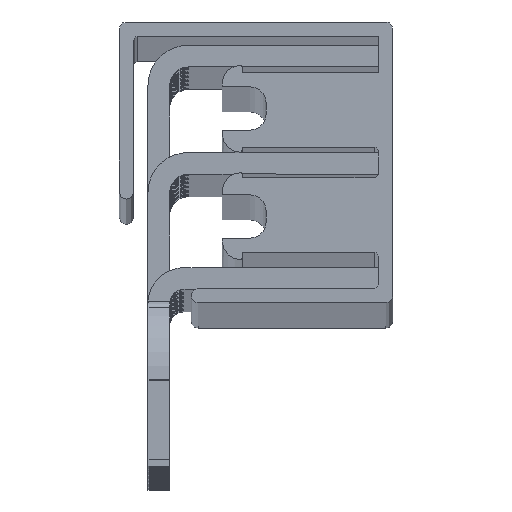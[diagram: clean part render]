
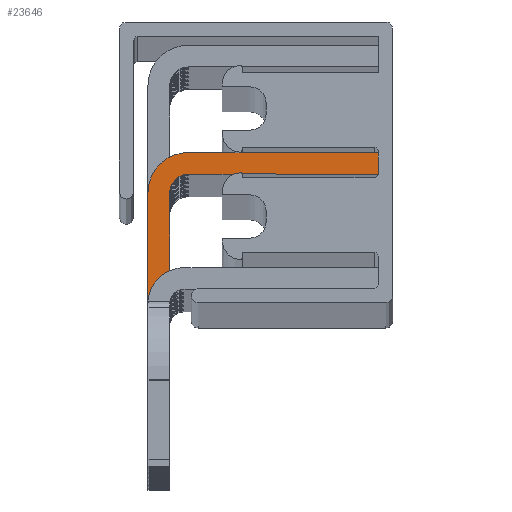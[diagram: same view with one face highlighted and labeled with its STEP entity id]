
A CAD part, top view. The second image highlights one B-rep face of the part: STEP entity #23646.
In plain terms, the highlighted planar face has unit normal (0, 0, 1).
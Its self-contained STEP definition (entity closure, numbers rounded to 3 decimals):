
#245=DIRECTION('',(1.,0.,0.));
#246=VECTOR('',#245,1.291);
#247=CARTESIAN_POINT('',(-7.291,-8.777,449.25));
#248=LINE('',#247,#246);
#1506=CARTESIAN_POINT('',(-5.,-9.777,449.25));
#1507=DIRECTION('',(0.,0.,1.));
#1508=DIRECTION('',(-0.4,0.917,0.));
#1509=AXIS2_PLACEMENT_3D('',#1506,#1507,#1508);
#1555=DIRECTION('',(1.,-0.002,0.));
#1556=VECTOR('',#1555,9.458);
#1557=CARTESIAN_POINT('',(-0.959,-0.737,449.25));
#1558=LINE('',#1557,#1556);
#1579=DIRECTION('',(1.,0.,0.));
#1580=VECTOR('',#1579,3.401);
#1581=CARTESIAN_POINT('',(-4.7,-0.748,449.25));
#1582=LINE('',#1581,#1580);
#2044=DIRECTION('',(-1.,0.,0.));
#2045=VECTOR('',#2044,9.446);
#2046=CARTESIAN_POINT('',(8.5,0.756,449.25));
#2047=LINE('',#2046,#2045);
#2048=DIRECTION('',(-1.,0.,0.));
#2049=VECTOR('',#2048,0.556);
#2050=CARTESIAN_POINT('',(-0.946,0.752,449.25));
#2051=LINE('',#2050,#2049);
#2052=DIRECTION('',(-1.,0.,0.));
#2053=VECTOR('',#2052,3.198);
#2054=CARTESIAN_POINT('',(-1.502,0.752,449.25));
#2055=LINE('',#2054,#2053);
#2076=DIRECTION('',(0.,1.,0.));
#2077=VECTOR('',#2076,1.509);
#2078=CARTESIAN_POINT('',(8.499,-0.754,449.25));
#2079=LINE('',#2078,#2077);
#2096=CARTESIAN_POINT('',(-4.7,-2.048,449.25));
#2097=DIRECTION('',(0.,0.,1.));
#2098=DIRECTION('',(0.,1.,0.));
#2099=AXIS2_PLACEMENT_3D('',#2096,#2097,#2098);
#2101=DIRECTION('',(0.,-1.,0.));
#2102=VECTOR('',#2101,5.438);
#2103=CARTESIAN_POINT('',(-6.,-2.048,449.25));
#2104=LINE('',#2103,#2102);
#2105=DIRECTION('',(0.,-1.,0.));
#2106=VECTOR('',#2105,0.823);
#2107=CARTESIAN_POINT('',(-6.,-8.777,449.25));
#2108=LINE('',#2107,#2106);
#2109=DIRECTION('',(0.,1.,0.));
#2110=VECTOR('',#2109,7.552);
#2111=CARTESIAN_POINT('',(-7.5,-9.6,449.25));
#2112=LINE('',#2111,#2110);
#2113=CARTESIAN_POINT('',(-4.7,-2.048,449.25));
#2114=DIRECTION('',(0.,0.,-1.));
#2115=DIRECTION('',(-1.,0.,0.));
#2116=AXIS2_PLACEMENT_3D('',#2113,#2114,#2115);
#2118=CARTESIAN_POINT('',(-0.959,-0.737,449.25));
#2119=CARTESIAN_POINT('',(-1.028,-0.732,449.25));
#2120=CARTESIAN_POINT('',(-1.204,-0.723,449.25));
#2121=CARTESIAN_POINT('',(-1.266,-0.742,449.25));
#2122=CARTESIAN_POINT('',(-1.299,-0.748,449.25));
#3309=DIRECTION('',(1.,0.,0.));
#3310=VECTOR('',#3309,1.5);
#3311=CARTESIAN_POINT('',(-7.5,-9.6,449.25));
#3312=LINE('',#3311,#3310);
#18383=CARTESIAN_POINT('',(-7.5,-9.6,449.25));
#18384=CARTESIAN_POINT('',(-7.5,-2.048,449.25));
#18385=VERTEX_POINT('',#18383);
#18386=VERTEX_POINT('',#18384);
#19023=CARTESIAN_POINT('',(-6.,-9.6,449.25));
#19024=VERTEX_POINT('',#19023);
#19026=CARTESIAN_POINT('',(-6.,-2.048,449.25));
#19028=VERTEX_POINT('',#19026);
#19655=CARTESIAN_POINT('',(-4.7,-0.748,449.25));
#19656=VERTEX_POINT('',#19655);
#19725=CARTESIAN_POINT('',(-4.7,0.752,449.25));
#19726=VERTEX_POINT('',#19725);
#21251=VERTEX_POINT('',#2118);
#21252=VERTEX_POINT('',#2122);
#21256=CARTESIAN_POINT('',(8.499,-0.754,449.25));
#21258=VERTEX_POINT('',#21256);
#21259=CARTESIAN_POINT('',(8.5,0.756,449.25));
#21260=VERTEX_POINT('',#21259);
#21269=CARTESIAN_POINT('',(-6.,-7.486,449.25));
#21271=VERTEX_POINT('',#21269);
#21338=CARTESIAN_POINT('',(-7.291,-8.777,449.25));
#21339=VERTEX_POINT('',#21338);
#21404=CARTESIAN_POINT('',(-6.,-8.777,449.25));
#21406=VERTEX_POINT('',#21404);
#21892=CARTESIAN_POINT('',(-0.946,0.752,449.25));
#21893=VERTEX_POINT('',#21892);
#21894=CARTESIAN_POINT('',(-1.502,0.752,449.25));
#21895=VERTEX_POINT('',#21894);
#23617=CARTESIAN_POINT('',(0.5,-4.424,449.25));
#23618=DIRECTION('',(0.,0.,1.));
#23619=DIRECTION('',(0.,1.,0.));
#23620=AXIS2_PLACEMENT_3D('',#23617,#23618,#23619);
#23621=PLANE('',#23620);
#23623=ORIENTED_EDGE('',*,*,#23622,.T.);
#23624=ORIENTED_EDGE('',*,*,#23211,.F.);
#23626=ORIENTED_EDGE('',*,*,#23625,.T.);
#23628=ORIENTED_EDGE('',*,*,#23627,.T.);
#23629=ORIENTED_EDGE('',*,*,#23142,.T.);
#23630=ORIENTED_EDGE('',*,*,#22227,.T.);
#23632=ORIENTED_EDGE('',*,*,#23631,.T.);
#23634=ORIENTED_EDGE('',*,*,#23633,.F.);
#23636=ORIENTED_EDGE('',*,*,#23635,.T.);
#23638=ORIENTED_EDGE('',*,*,#23637,.T.);
#23639=ORIENTED_EDGE('',*,*,#23562,.F.);
#23640=ORIENTED_EDGE('',*,*,#23560,.F.);
#23641=ORIENTED_EDGE('',*,*,#23558,.F.);
#23642=ORIENTED_EDGE('',*,*,#23594,.F.);
#23643=ORIENTED_EDGE('',*,*,#23190,.F.);
#23644=EDGE_LOOP('',(#23623,#23624,#23626,#23628,#23629,#23630,#23632,#23634,
#23636,#23638,#23639,#23640,#23641,#23642,#23643));
#23645=FACE_OUTER_BOUND('',#23644,.F.);
#1510=CIRCLE('',#1509,2.5);
#2100=CIRCLE('',#2099,1.3);
#2117=CIRCLE('',#2116,2.8);
#2123=B_SPLINE_CURVE_WITH_KNOTS('',3,(#2118,#2119,#2120,#2121,#2122),
.UNSPECIFIED.,.F.,.F.,(4,1,4),(0.,0.5,1.),.UNSPECIFIED.);
#22227=EDGE_CURVE('',#21339,#21406,#248,.T.);
#23142=EDGE_CURVE('',#21271,#21339,#1510,.T.);
#23190=EDGE_CURVE('',#21251,#21258,#1558,.T.);
#23211=EDGE_CURVE('',#19656,#21252,#1582,.T.);
#23558=EDGE_CURVE('',#21260,#21893,#2047,.T.);
#23560=EDGE_CURVE('',#21893,#21895,#2051,.T.);
#23562=EDGE_CURVE('',#21895,#19726,#2055,.T.);
#23594=EDGE_CURVE('',#21258,#21260,#2079,.T.);
#23622=EDGE_CURVE('',#21251,#21252,#2123,.T.);
#23625=EDGE_CURVE('',#19656,#19028,#2100,.T.);
#23627=EDGE_CURVE('',#19028,#21271,#2104,.T.);
#23631=EDGE_CURVE('',#21406,#19024,#2108,.T.);
#23633=EDGE_CURVE('',#18385,#19024,#3312,.T.);
#23635=EDGE_CURVE('',#18385,#18386,#2112,.T.);
#23637=EDGE_CURVE('',#18386,#19726,#2117,.T.);
#23646=ADVANCED_FACE('',(#23645),#23621,.T.);
